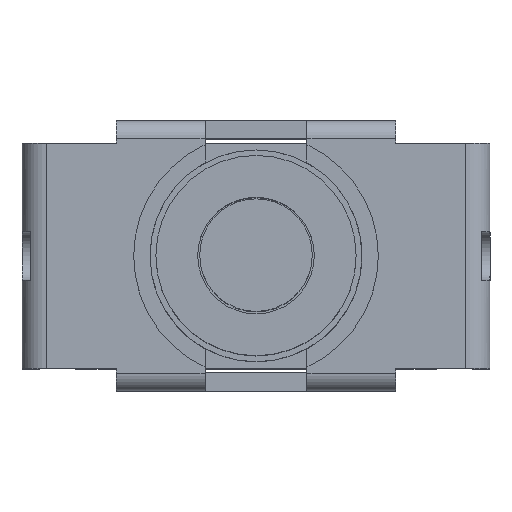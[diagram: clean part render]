
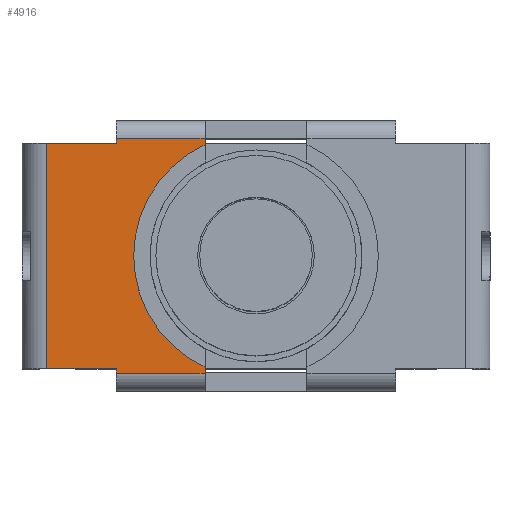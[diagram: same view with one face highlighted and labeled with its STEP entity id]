
A CAD part, top view. The second image highlights one B-rep face of the part: STEP entity #4916.
In plain terms, the highlighted planar face has unit normal (0, 0, 1).
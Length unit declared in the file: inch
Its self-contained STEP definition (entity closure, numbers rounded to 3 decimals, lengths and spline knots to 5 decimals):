
#270=FACE_OUTER_BOUND('',#539,.T.);
#539=EDGE_LOOP('',(#3321,#3322,#3323,#3324,#3325,#3326,#3327,#3328,#3329,
#3330));
#840=LINE('',#6760,#1374);
#861=LINE('',#6805,#1395);
#879=LINE('',#6843,#1413);
#884=LINE('',#6856,#1418);
#885=LINE('',#6858,#1419);
#886=LINE('',#6860,#1420);
#887=LINE('',#6862,#1421);
#888=LINE('',#6864,#1422);
#889=LINE('',#6865,#1423);
#1374=VECTOR('',#5562,0.3937);
#1395=VECTOR('',#5591,0.3937);
#1413=VECTOR('',#5625,0.3937);
#1418=VECTOR('',#5638,0.3937);
#1419=VECTOR('',#5639,0.3937);
#1420=VECTOR('',#5640,0.3937);
#1421=VECTOR('',#5641,0.3937);
#1422=VECTOR('',#5642,0.3937);
#1423=VECTOR('',#5643,0.3937);
#1885=CIRCLE('',#5215,0.10866);
#2002=VERTEX_POINT('',#6757);
#2003=VERTEX_POINT('',#6759);
#2022=VERTEX_POINT('',#6802);
#2023=VERTEX_POINT('',#6804);
#2035=VERTEX_POINT('',#6842);
#2039=VERTEX_POINT('',#6855);
#2040=VERTEX_POINT('',#6857);
#2041=VERTEX_POINT('',#6859);
#2042=VERTEX_POINT('',#6861);
#2043=VERTEX_POINT('',#6863);
#2504=EDGE_CURVE('',#2003,#2002,#840,.T.);
#2525=EDGE_CURVE('',#2023,#2022,#861,.T.);
#2546=EDGE_CURVE('',#2023,#2035,#879,.T.);
#2552=EDGE_CURVE('',#2022,#2003,#1885,.T.);
#2553=EDGE_CURVE('',#2039,#2002,#884,.T.);
#2554=EDGE_CURVE('',#2039,#2040,#885,.T.);
#2555=EDGE_CURVE('',#2041,#2040,#886,.T.);
#2556=EDGE_CURVE('',#2042,#2041,#887,.T.);
#2557=EDGE_CURVE('',#2043,#2042,#888,.T.);
#2558=EDGE_CURVE('',#2035,#2043,#889,.T.);
#3321=ORIENTED_EDGE('',*,*,#2525,.T.);
#3322=ORIENTED_EDGE('',*,*,#2552,.T.);
#3323=ORIENTED_EDGE('',*,*,#2504,.T.);
#3324=ORIENTED_EDGE('',*,*,#2553,.F.);
#3325=ORIENTED_EDGE('',*,*,#2554,.T.);
#3326=ORIENTED_EDGE('',*,*,#2555,.F.);
#3327=ORIENTED_EDGE('',*,*,#2556,.F.);
#3328=ORIENTED_EDGE('',*,*,#2557,.F.);
#3329=ORIENTED_EDGE('',*,*,#2558,.F.);
#3330=ORIENTED_EDGE('',*,*,#2546,.F.);
#4739=PLANE('',#5214);
#4916=ADVANCED_FACE('',(#270),#4739,.T.);
#5214=AXIS2_PLACEMENT_3D('',#6853,#5634,#5635);
#5215=AXIS2_PLACEMENT_3D('',#6854,#5636,#5637);
#5562=DIRECTION('',(0.,1.,0.));
#5591=DIRECTION('',(0.,1.,0.));
#5625=DIRECTION('',(-1.,0.,0.));
#5634=DIRECTION('center_axis',(0.,0.,
1.));
#5635=DIRECTION('ref_axis',(-1.,0.,0.));
#5636=DIRECTION('center_axis',(0.,0.,
-1.));
#5637=DIRECTION('ref_axis',(1.,0.,0.));
#5638=DIRECTION('',(1.,0.,0.));
#5639=DIRECTION('',(0.,-1.,0.));
#5640=DIRECTION('',(1.,0.,0.));
#5641=DIRECTION('',(0.,1.,0.));
#5642=DIRECTION('',(-1.,0.,0.));
#5643=DIRECTION('',(0.,1.,0.));
#6757=CARTESIAN_POINT('',(-0.04528,0.10433,0.36575));
#6759=CARTESIAN_POINT('',(-0.04528,0.09878,0.36575));
#6760=CARTESIAN_POINT('',(-0.04528,0.06004,0.36575));
#6802=CARTESIAN_POINT('',(-0.04528,-0.09878,0.36575));
#6804=CARTESIAN_POINT('',(-0.04528,-0.10433,0.36575));
#6805=CARTESIAN_POINT('',(-0.04528,0.06004,0.36575));
#6842=CARTESIAN_POINT('',(-0.12402,-0.10433,0.36575));
#6843=CARTESIAN_POINT('',(0.,-0.10433,0.36575));
#6853=CARTESIAN_POINT('Origin',(0.,0.,
0.36575));
#6854=CARTESIAN_POINT('Origin',(0.,0.,
0.36575));
#6855=CARTESIAN_POINT('',(-0.12402,0.10433,0.36575));
#6856=CARTESIAN_POINT('',(0.,0.10433,0.36575));
#6857=CARTESIAN_POINT('',(-0.12402,0.1,0.36575));
#6858=CARTESIAN_POINT('',(-0.12402,0.1,0.36575));
#6859=CARTESIAN_POINT('',(-0.18622,0.1,0.36575));
#6860=CARTESIAN_POINT('',(-0.20787,0.1,0.36575));
#6861=CARTESIAN_POINT('',(-0.18622,-0.1,0.36575));
#6862=CARTESIAN_POINT('',(-0.18622,-0.05,0.36575));
#6863=CARTESIAN_POINT('',(-0.12402,-0.1,0.36575));
#6864=CARTESIAN_POINT('',(0.20787,-0.1,0.36575));
#6865=CARTESIAN_POINT('',(-0.12402,-0.1,0.36575));
